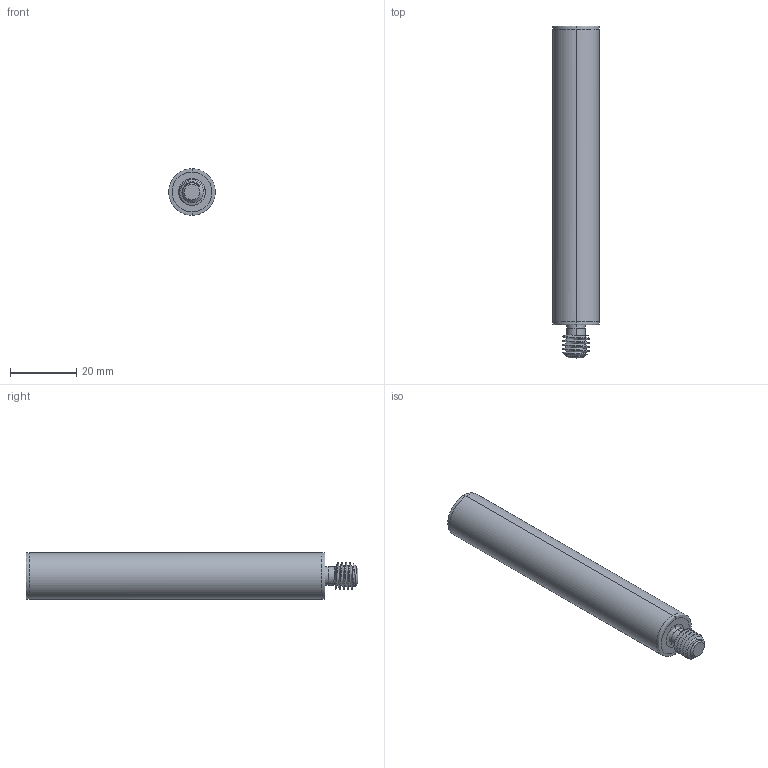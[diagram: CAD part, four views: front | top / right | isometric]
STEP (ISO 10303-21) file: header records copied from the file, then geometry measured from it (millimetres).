
FILE_DESCRIPTION (( 'STEP AP214' ), '1' );
FILE_NAME ('àðò.KRT241.STEP', '2014-05-19T15:23:00', ( '' ), ( '' ), 'SwSTEP 2.0', 'SolidWorks 2014', '' );
FILE_SCHEMA (( 'AUTOMOTIVE_DESIGN' ));
Length unit declared in the file: millimetre
Products named in the file (1): àðò.KRT241
Bounding box: 13.98 x 100 x 14 mm (x, y, z)
Volume: 14164.9 mm3; surface area: 4631.6 mm2
Topology: 1 solids, 1 shells, 31 faces, 78 edges, 50 vertices
Faces by surface type: cylinder 15, bspline 7, plane 6, cone 3
Entity records: 2391 total; most frequent: CARTESIAN_POINT 1774, ORIENTED_EDGE 156, DIRECTION 82, EDGE_CURVE 78, VERTEX_POINT 50, EDGE_LOOP 32, AXIS2_PLACEMENT_3D 32, FACE_OUTER_BOUND 31
